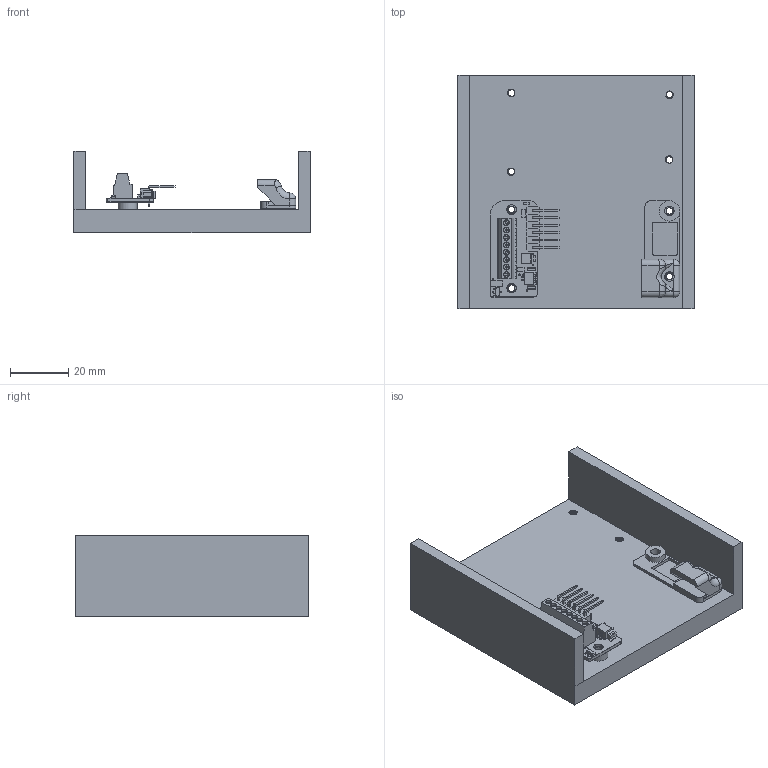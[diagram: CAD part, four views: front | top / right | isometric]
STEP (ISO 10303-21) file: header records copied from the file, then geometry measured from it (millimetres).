
FILE_DESCRIPTION(/* description */ (''),/* implementation_level */ '2;1');
FILE_NAME(/* name */ 'Power Perch Assembly v19.step',/* time_stamp */ '2025-06-12T12:44:55-06:00',/* author */ (''),/* organization */ (''),/* preprocessor_version */ 'ST-DEVELOPER v20.1',/* originating_system */ 'Autodesk Translation Framework v14.10.0.0',/* authorisation */ '');
FILE_SCHEMA (('AUTOMOTIVE_DESIGN { 1 0 10303 214 3 1 1 }'));
Products named in the file (35): Power Perch Assembly; Power Perch; Board; 1-copper; 16-copper; 1-soldermask; 16-soldermask; Packages; SOD523; LED0603; C0805; R0402; MPT8; 8-pin terminal v2; Download_STP_691210910008_rev1 v1; 691210910008; 6912109100xx_PIN; 6912109100xx_CAGE; 6912109100xx_VIS; ADRIAN_PICOBLADE_SMT_RA; 10114830-10102LF v1; 10114830-xxxxxLF (Additional)_10114830-10102LF; PQFN_3X3; Model; SOT-23-3; Model (1); BL_RAVEN_RA; PBC06SBDN v4; PBC04SBAN_GC06; Pin - Gold and Tin_BD; 4-40_VIA; Baseplate; batt spacer; printed base; front spacer
Assembly tree (62 placements, depth 7):
  Power Perch Assembly
    Power Perch
      Board
      1-copper
      16-copper
      1-soldermask
      16-soldermask
      Packages
        SOD523
        LED0603
        C0805
        R0402  x2
        MPT8
          8-pin terminal v2
            Download_STP_691210910008_rev1 v1
              691210910008
              6912109100xx_CAGE  x8
              6912109100xx_VIS  x8
              6912109100xx_PIN  x8
        ADRIAN_PICOBLADE_SMT_RA
          10114830-10102LF v1
            10114830-xxxxxLF (Additional)_10114830-10102LF
        PQFN_3X3
          Model
        SOT-23-3
          Model (1)
        BL_RAVEN_RA
          PBC06SBDN v4
            PBC04SBAN_GC06
            Pin - Gold and Tin_BD  x6
        4-40_VIA  x2
    Baseplate
    batt spacer
    printed base
    front spacer
Bounding box: 81 x 80 x 27.9 mm (x, y, z)
Volume: 66288.8 mm3; surface area: 31705.1 mm2
Topology: 134 solids, 136 shells, 2195 faces, 5554 edges, 3628 vertices
Faces by surface type: plane 1519, cylinder 617, torus 28, bspline 21, cone 8, sphere 2
Full cylindrical faces by diameter (mm): 0.14 x1, 0.15 x1, 0.184 x27, 0.254 x36, 0.28 x6, 0.35 x8, 0.83 x6, 0.9 x24, 1.13 x8, 1.2 x32, 1.5 x16, 1.7 x8, 2 x8, 2.1 x8, 2.271 x32, 2.845 x42, 3.232 x2, 3.264 x3, 3.3 x2, 3.302 x10, 6.5 x1, 7 x1
Entity records: 61100 total; most frequent: CARTESIAN_POINT 22214, ORIENTED_EDGE 7840, DIRECTION 7383, EDGE_CURVE 3921, LINE 2713, VECTOR 2713, VERTEX_POINT 2583, AXIS2_PLACEMENT_3D 2335
